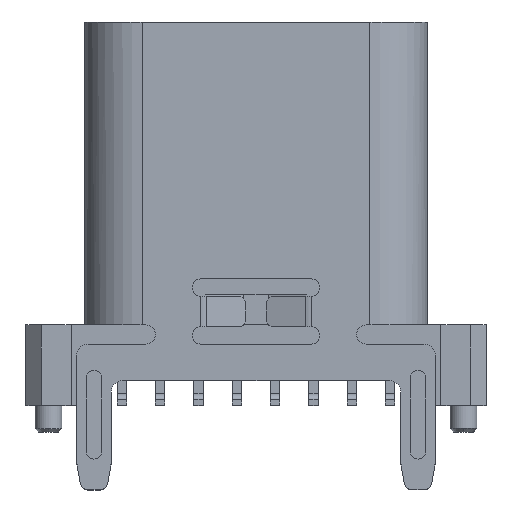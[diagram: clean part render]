
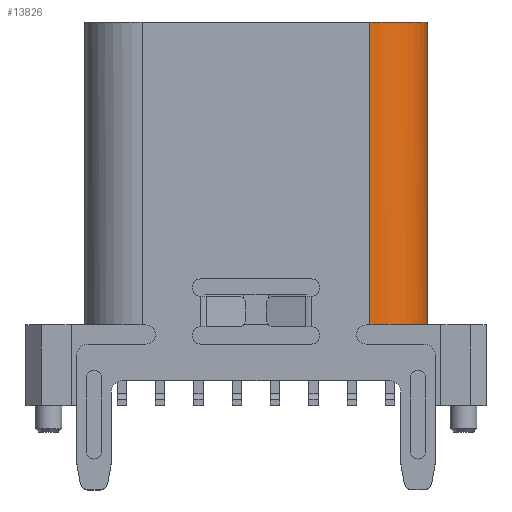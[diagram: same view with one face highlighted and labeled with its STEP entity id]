
A CAD part, top view. The second image highlights one B-rep face of the part: STEP entity #13826.
In plain terms, the highlighted cylindrical face has radius 1.5 mm (diameter 3 mm), a partial arc.
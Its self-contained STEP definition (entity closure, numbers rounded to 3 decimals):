
#1501=CARTESIAN_POINT('',(8.433,7.555,
-0.531));
#1502=DIRECTION('',(0.,1.,0.));
#1503=DIRECTION('',(0.,0.,1.));
#1504=AXIS2_PLACEMENT_3D('',#1501,#1502,#1503);
#1524=DIRECTION('',(0.,-1.,0.));
#1525=VECTOR('',#1524,7.9);
#1526=CARTESIAN_POINT('',(9.933,15.455,
-0.531));
#1527=LINE('',#1526,#1525);
#1531=DIRECTION('',(0.,1.,0.));
#1532=VECTOR('',#1531,7.9);
#1533=CARTESIAN_POINT('',(8.433,7.555,0.969));
#1534=LINE('',#1533,#1532);
#2520=CARTESIAN_POINT('',(8.433,15.455,
-0.531));
#2521=DIRECTION('',(0.,-1.,0.));
#2522=DIRECTION('',(1.,0.,0.));
#2523=AXIS2_PLACEMENT_3D('',#2520,#2521,#2522);
#7656=CARTESIAN_POINT('',(8.433,7.555,
-0.531));
#7657=DIRECTION('',(0.,1.,0.));
#7658=DIRECTION('',(0.626,0.,0.78));
#7659=AXIS2_PLACEMENT_3D('',#7656,#7657,#7658);
#11064=CARTESIAN_POINT('',(9.372,7.555,
0.639));
#11065=VERTEX_POINT('',#11064);
#11129=CARTESIAN_POINT('',(8.433,15.455,
0.969));
#11130=VERTEX_POINT('',#11129);
#11131=CARTESIAN_POINT('',(8.433,7.555,
0.969));
#11132=VERTEX_POINT('',#11131);
#11357=CARTESIAN_POINT('',(9.933,15.455,
-0.531));
#11358=CARTESIAN_POINT('',(9.933,7.555,
-0.531));
#11359=VERTEX_POINT('',#11357);
#11360=VERTEX_POINT('',#11358);
#13811=CARTESIAN_POINT('',(8.433,22.555,
-0.531));
#13812=DIRECTION('',(0.,-1.,0.));
#13813=DIRECTION('',(0.,0.,-1.));
#13814=AXIS2_PLACEMENT_3D('',#13811,#13812,#13813);
#13815=CYLINDRICAL_SURFACE('',#13814,1.5);
#13817=ORIENTED_EDGE('',*,*,#13816,.T.);
#13819=ORIENTED_EDGE('',*,*,#13818,.F.);
#13820=ORIENTED_EDGE('',*,*,#13803,.F.);
#13821=ORIENTED_EDGE('',*,*,#13289,.T.);
#13823=ORIENTED_EDGE('',*,*,#13822,.F.);
#13824=EDGE_LOOP('',(#13817,#13819,#13820,#13821,#13823));
#13825=FACE_OUTER_BOUND('',#13824,.F.);
#1505=CIRCLE('',#1504,1.5);
#2524=CIRCLE('',#2523,1.5);
#7660=CIRCLE('',#7659,1.5);
#13289=EDGE_CURVE('',#11132,#11130,#1534,.T.);
#13803=EDGE_CURVE('',#11132,#11065,#1505,.T.);
#13816=EDGE_CURVE('',#11359,#11360,#1527,.T.);
#13818=EDGE_CURVE('',#11065,#11360,#7660,.T.);
#13822=EDGE_CURVE('',#11359,#11130,#2524,.T.);
#13826=ADVANCED_FACE('',(#13825),#13815,.T.);
